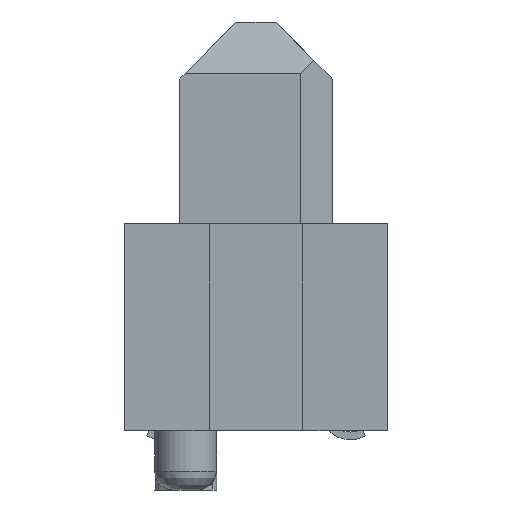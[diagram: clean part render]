
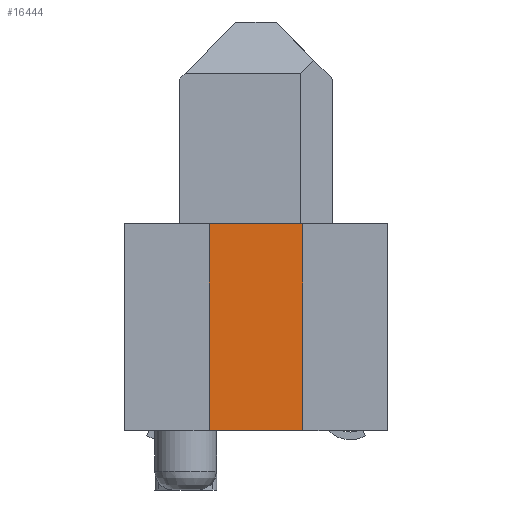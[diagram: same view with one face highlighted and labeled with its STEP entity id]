
A CAD part, left-side view. The second image highlights one B-rep face of the part: STEP entity #16444.
In plain terms, the highlighted planar face has unit normal (-1, 0, 0).
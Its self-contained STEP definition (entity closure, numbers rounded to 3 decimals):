
#876=FACE_OUTER_BOUND('',#1734,.T.);
#1734=EDGE_LOOP('',(#13035,#13036,#13037,#13038));
#3125=LINE('',#24283,#5272);
#3749=LINE('',#25626,#5896);
#3750=LINE('',#25629,#5897);
#3751=LINE('',#25630,#5898);
#5272=VECTOR('',#19703,2.);
#5896=VECTOR('',#20581,4.41);
#5897=VECTOR('',#20584,2.);
#5898=VECTOR('',#20585,4.41);
#7143=VERTEX_POINT('',#24280);
#7144=VERTEX_POINT('',#24282);
#7736=VERTEX_POINT('',#25624);
#7737=VERTEX_POINT('',#25628);
#9073=EDGE_CURVE('',#7144,#7143,#3125,.T.);
#9738=EDGE_CURVE('',#7736,#7143,#3749,.T.);
#9739=EDGE_CURVE('',#7737,#7736,#3750,.T.);
#9740=EDGE_CURVE('',#7737,#7144,#3751,.T.);
#13035=ORIENTED_EDGE('',*,*,#9073,.T.);
#13036=ORIENTED_EDGE('',*,*,#9738,.F.);
#13037=ORIENTED_EDGE('',*,*,#9739,.F.);
#13038=ORIENTED_EDGE('',*,*,#9740,.T.);
#15695=PLANE('',#17412);
#16444=ADVANCED_FACE('',(#876),#15695,.F.);
#17412=AXIS2_PLACEMENT_3D('',#25627,#20582,#20583);
#19703=DIRECTION('',(0.,-1.,0.));
#20581=DIRECTION('',(0.,0.,-1.));
#20582=DIRECTION('center_axis',(1.,0.,0.));
#20583=DIRECTION('ref_axis',(0.,1.,0.));
#20584=DIRECTION('',(0.,-1.,0.));
#20585=DIRECTION('',(0.,0.,-1.));
#24280=CARTESIAN_POINT('',(-16.9,-1.,0.195));
#24282=CARTESIAN_POINT('',(-16.9,1.,0.195));
#24283=CARTESIAN_POINT('',(-16.9,1.,0.195));
#25624=CARTESIAN_POINT('',(-16.9,-1.,4.605));
#25626=CARTESIAN_POINT('',(-16.9,-1.,4.605));
#25627=CARTESIAN_POINT('Origin',(-16.9,1.,4.605));
#25628=CARTESIAN_POINT('',(-16.9,1.,4.605));
#25629=CARTESIAN_POINT('',(-16.9,1.,4.605));
#25630=CARTESIAN_POINT('',(-16.9,1.,4.605));
